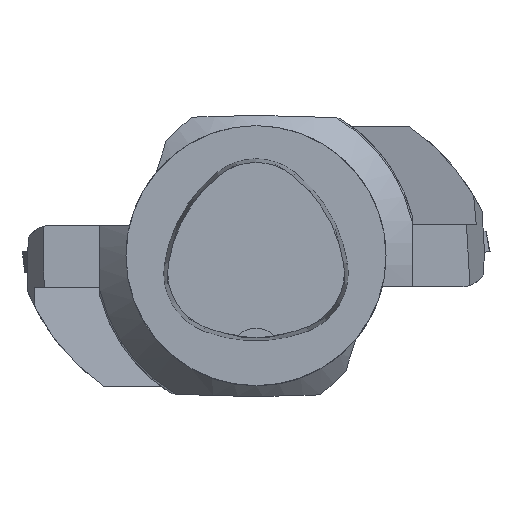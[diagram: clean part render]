
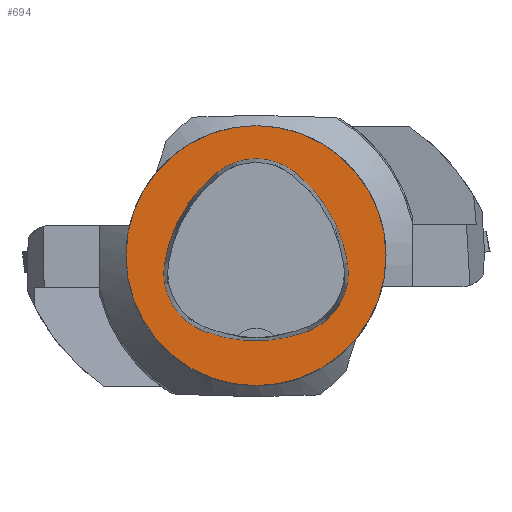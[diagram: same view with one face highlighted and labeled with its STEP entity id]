
A CAD part, top view. The second image highlights one B-rep face of the part: STEP entity #694.
In plain terms, the highlighted planar face has unit normal (0, 0, 1).
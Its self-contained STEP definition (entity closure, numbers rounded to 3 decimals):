
#307=FACE_BOUND('',#1218,.T.);
#308=FACE_BOUND('',#1219,.T.);
#539=CIRCLE('',#3985,25.);
#542=CIRCLE('',#3993,28.);
#544=CIRCLE('',#3996,12.);
#546=CIRCLE('',#3999,28.);
#548=CIRCLE('',#4002,12.);
#552=CIRCLE('',#4007,28.);
#554=CIRCLE('',#4010,12.);
#694=ADVANCED_FACE('',(#307,#308),#845,.T.);
#845=PLANE('',#4015);
#1218=EDGE_LOOP('',(#1960,#1961,#1962,#1963,#1964,#1965));
#1219=EDGE_LOOP('',(#1966));
#1960=ORIENTED_EDGE('',*,*,#2942,.T.);
#1961=ORIENTED_EDGE('',*,*,#2922,.T.);
#1962=ORIENTED_EDGE('',*,*,#2926,.T.);
#1963=ORIENTED_EDGE('',*,*,#2929,.T.);
#1964=ORIENTED_EDGE('',*,*,#2932,.T.);
#1965=ORIENTED_EDGE('',*,*,#2940,.T.);
#1966=ORIENTED_EDGE('',*,*,#2907,.F.);
#2480=VERTEX_POINT('',#6032);
#2495=VERTEX_POINT('',#6073);
#2496=VERTEX_POINT('',#6074);
#2499=VERTEX_POINT('',#6082);
#2501=VERTEX_POINT('',#6088);
#2503=VERTEX_POINT('',#6094);
#2510=VERTEX_POINT('',#6115);
#2907=EDGE_CURVE('',#2480,#2480,#539,.T.);
#2922=EDGE_CURVE('',#2495,#2496,#542,.T.);
#2926=EDGE_CURVE('',#2496,#2499,#544,.T.);
#2929=EDGE_CURVE('',#2499,#2501,#546,.T.);
#2932=EDGE_CURVE('',#2501,#2503,#548,.T.);
#2940=EDGE_CURVE('',#2503,#2510,#552,.T.);
#2942=EDGE_CURVE('',#2510,#2495,#554,.T.);
#3985=AXIS2_PLACEMENT_3D('',#6031,#4688,#4689);
#3993=AXIS2_PLACEMENT_3D('',#6072,#4710,#4711);
#3996=AXIS2_PLACEMENT_3D('',#6081,#4718,#4719);
#3999=AXIS2_PLACEMENT_3D('',#6087,#4725,#4726);
#4002=AXIS2_PLACEMENT_3D('',#6093,#4732,#4733);
#4007=AXIS2_PLACEMENT_3D('',#6116,#4744,#4745);
#4010=AXIS2_PLACEMENT_3D('',#6119,#4750,#4751);
#4015=AXIS2_PLACEMENT_3D('',#6124,#4760,#4761);
#4688=DIRECTION('',(0.,0.,-1.));
#4689=DIRECTION('',(-1.,0.,0.));
#4710=DIRECTION('',(0.,0.,-1.));
#4711=DIRECTION('',(-1.,0.,0.));
#4718=DIRECTION('',(0.,0.,-1.));
#4719=DIRECTION('',(-1.,0.,0.));
#4725=DIRECTION('',(0.,0.,-1.));
#4726=DIRECTION('',(-1.,0.,0.));
#4732=DIRECTION('',(0.,0.,-1.));
#4733=DIRECTION('',(-1.,0.,0.));
#4744=DIRECTION('',(0.,0.,-1.));
#4745=DIRECTION('',(-1.,0.,0.));
#4750=DIRECTION('',(0.,0.,-1.));
#4751=DIRECTION('',(-1.,0.,0.));
#4760=DIRECTION('',(0.,0.,1.));
#4761=DIRECTION('',(1.,0.,0.));
#6031=CARTESIAN_POINT('',(0.,0.,0.));
#6032=CARTESIAN_POINT('',(-25.,0.,0.));
#6072=CARTESIAN_POINT('',(10.068,-5.824,0.));
#6073=CARTESIAN_POINT('',(-17.584,-1.424,0.));
#6074=CARTESIAN_POINT('',(-7.531,15.953,0.));
#6081=CARTESIAN_POINT('',(0.011,6.62,0.));
#6082=CARTESIAN_POINT('',(7.567,15.942,0.));
#6087=CARTESIAN_POINT('',(-10.063,-5.81,0.));
#6088=CARTESIAN_POINT('',(17.59,-1.418,0.));
#6093=CARTESIAN_POINT('',(5.739,-3.3,0.));
#6094=CARTESIAN_POINT('',(10.05,-14.499,0.));
#6115=CARTESIAN_POINT('',(-10.025,-14.516,0.));
#6116=CARTESIAN_POINT('',(-0.01,11.631,0.));
#6119=CARTESIAN_POINT('',(-5.733,-3.31,0.));
#6124=CARTESIAN_POINT('',(0.,0.,0.));
